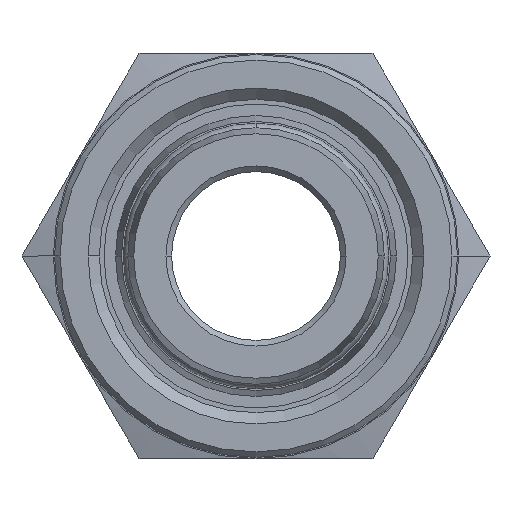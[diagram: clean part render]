
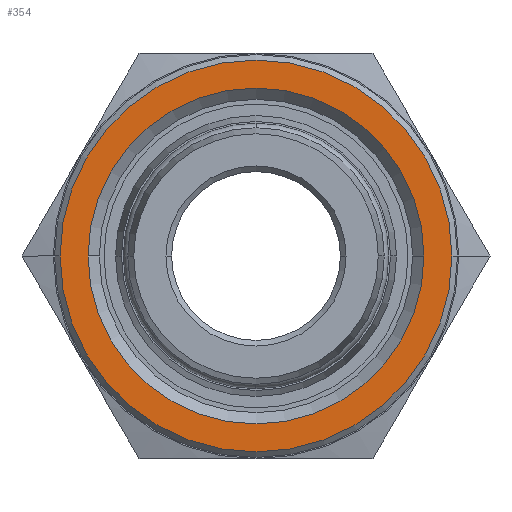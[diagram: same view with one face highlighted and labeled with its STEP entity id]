
A CAD part, left-side view. The second image highlights one B-rep face of the part: STEP entity #354.
In plain terms, the highlighted planar face has unit normal (-1, 0, 0).
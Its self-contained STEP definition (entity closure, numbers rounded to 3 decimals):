
#354 = ADVANCED_FACE( '', ( #749, #750 ), #751, .T. );
#749 = FACE_BOUND( '', #1163, .T. );
#750 = FACE_OUTER_BOUND( '', #1164, .T. );
#751 = PLANE( '', #1165 );
#1163 = EDGE_LOOP( '', ( #2567, #2568 ) );
#1164 = EDGE_LOOP( '', ( #2569, #2570 ) );
#1165 = AXIS2_PLACEMENT_3D( '', #2571, #2572, #2573 );
#2567 = ORIENTED_EDGE( '', *, *, #2963, .T. );
#2568 = ORIENTED_EDGE( '', *, *, #3116, .T. );
#2569 = ORIENTED_EDGE( '', *, *, #2951, .F. );
#2570 = ORIENTED_EDGE( '', *, *, #3121, .F. );
#2571 = CARTESIAN_POINT( '', ( -22.5, -8.7, 0. ) );
#2572 = DIRECTION( '', ( -1., 0., 0. ) );
#2573 = DIRECTION( '', ( 0., 1., 0. ) );
#2951 = EDGE_CURVE( '', #3570, #3572, #3573, .T. );
#2963 = EDGE_CURVE( '', #3591, #3593, #3595, .T. );
#3116 = EDGE_CURVE( '', #3593, #3591, #3844, .T. );
#3121 = EDGE_CURVE( '', #3572, #3570, #3849, .T. );
#3570 = VERTEX_POINT( '', #4658 );
#3572 = VERTEX_POINT( '', #4661 );
#3573 = CIRCLE( '', #4662, 17.4 );
#3591 = VERTEX_POINT( '', #4685 );
#3593 = VERTEX_POINT( '', #4688 );
#3595 = CIRCLE( '', #4691, 14.918 );
#3844 = CIRCLE( '', #5252, 14.918 );
#3849 = CIRCLE( '', #5257, 17.4 );
#4658 = CARTESIAN_POINT( '', ( -22.5, -17.4, 0. ) );
#4661 = CARTESIAN_POINT( '', ( -22.5, 17.4, 0. ) );
#4662 = AXIS2_PLACEMENT_3D( '', #5751, #5752, #5753 );
#4685 = CARTESIAN_POINT( '', ( -22.5, -14.918, 0. ) );
#4688 = CARTESIAN_POINT( '', ( -22.5, 14.918, 0. ) );
#4691 = AXIS2_PLACEMENT_3D( '', #5773, #5774, #5775 );
#5252 = AXIS2_PLACEMENT_3D( '', #5968, #5969, #5970 );
#5257 = AXIS2_PLACEMENT_3D( '', #5983, #5984, #5985 );
#5751 = CARTESIAN_POINT( '', ( -22.5, 0., 0. ) );
#5752 = DIRECTION( '', ( 1., 0., 0. ) );
#5753 = DIRECTION( '', ( 0., -1., 0. ) );
#5773 = CARTESIAN_POINT( '', ( -22.5, 0., 0. ) );
#5774 = DIRECTION( '', ( 1., 0., 0. ) );
#5775 = DIRECTION( '', ( 0., -1., 0. ) );
#5968 = CARTESIAN_POINT( '', ( -22.5, 0., 0. ) );
#5969 = DIRECTION( '', ( 1., 0., 0. ) );
#5970 = DIRECTION( '', ( 0., -1., 0. ) );
#5983 = CARTESIAN_POINT( '', ( -22.5, 0., 0. ) );
#5984 = DIRECTION( '', ( 1., 0., 0. ) );
#5985 = DIRECTION( '', ( 0., -1., 0. ) );
